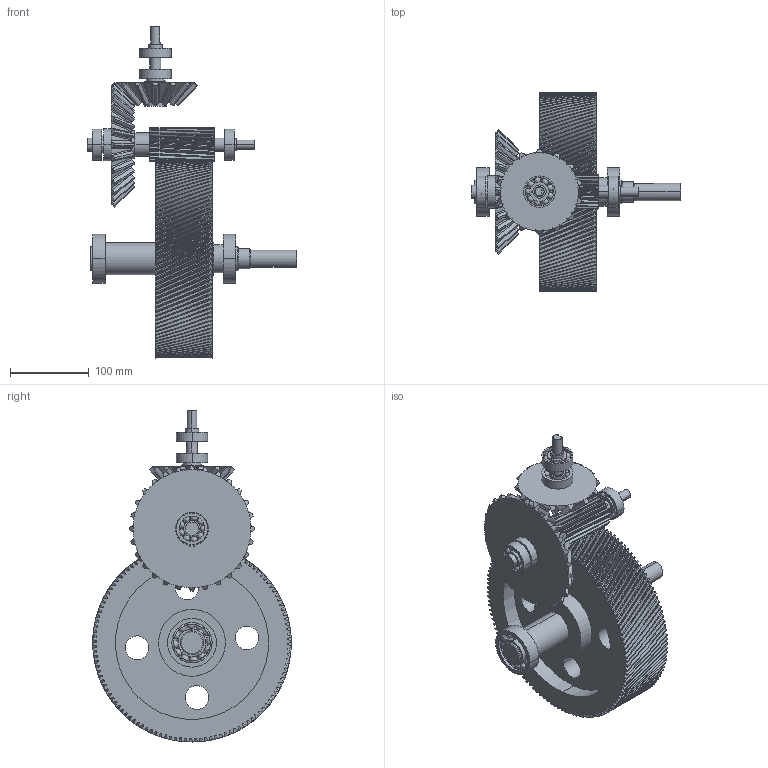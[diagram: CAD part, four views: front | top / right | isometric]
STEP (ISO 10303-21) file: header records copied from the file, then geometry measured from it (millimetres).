
FILE_DESCRIPTION((''),'2;1');
FILE_NAME('CONIC_CIL_ASM','2013-01-20T',('Carmen'),(''),'PRO/ENGINEER BY PARAMETRIC TECHNOLOGY CORPORATION, 2012130','PRO/ENGINEER BY PARAMETRIC TECHNOLOGY CORPORATION, 2012130','');
FILE_SCHEMA(('CONFIG_CONTROL_DESIGN'));
Products named in the file (18): R_CONICA_2; R_CONICA_1; ARBORE_1_C; INEL_INT_1; BILA_1; INEL_EXT_1; RULMENT_1_ASM; INEL_ELASTIC_1; ARBORE_2_C; INEL_ELASTIC_2; ROATA_Z21_PARAMB; ROATA_Z2; ARBORE_2; INEL_INT; BILA; ROATA_2_ASM; INEL_EXT; CONIC_CIL_ASM
Assembly tree (54 placements, depth 3):
  CONIC_CIL_ASM
    R_CONICA_2
    R_CONICA_1
    ARBORE_1_C
    RULMENT_1_ASM  x4
      INEL_INT_1
      BILA_1
      INEL_EXT_1
    INEL_ELASTIC_1
    ARBORE_2_C
    INEL_ELASTIC_2
    ROATA_Z21_PARAMB
    ROATA_2_ASM
      ROATA_Z2
      ARBORE_2
      INEL_INT  x2
      BILA  x24
      INEL_ELASTIC_2
    INEL_EXT  x2
Bounding box: 267 x 252.46 x 422.23 mm (x, y, z)
Volume: 3268227.7 mm3; surface area: 494861.1 mm2
Topology: 82 solids, 82 shells, 1829 faces, 5132 edges, 3252 vertices
Faces by surface type: bspline 817, cylinder 491, plane 235, sphere 120, extrusion 84, cone 46, torus 36
Entity records: 75001 total; most frequent: CARTESIAN_POINT 38445, ORIENTED_EDGE 9112, DIRECTION 5280, EDGE_CURVE 4556, VERTEX_POINT 3000, B_SPLINE_CURVE_WITH_KNOTS 2253, AXIS2_PLACEMENT_3D 1987, EDGE_LOOP 1672
